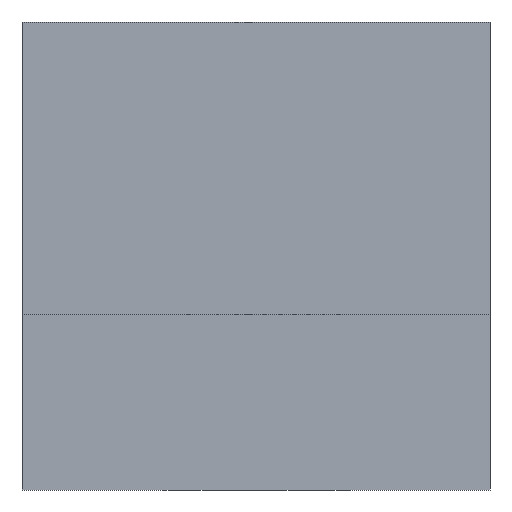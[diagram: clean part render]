
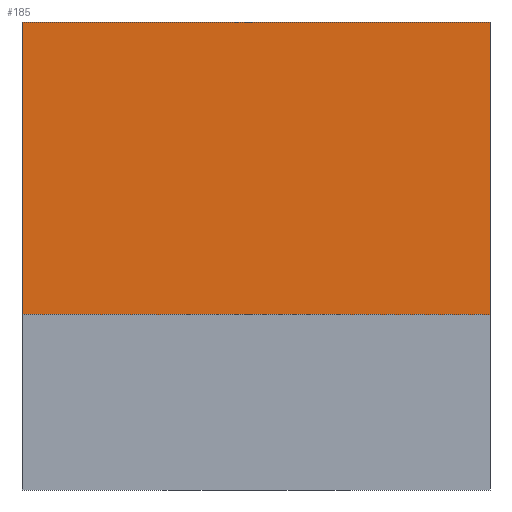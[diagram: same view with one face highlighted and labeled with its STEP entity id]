
A CAD part, front view. The second image highlights one B-rep face of the part: STEP entity #185.
In plain terms, the highlighted planar face has unit normal (0, -1, 0).
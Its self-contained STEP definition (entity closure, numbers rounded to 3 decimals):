
#25=FACE_OUTER_BOUND('',#35,.T.);
#35=EDGE_LOOP('',(#129,#130,#131,#132));
#49=LINE('',#277,#69);
#50=LINE('',#279,#70);
#51=LINE('',#281,#71);
#52=LINE('',#282,#72);
#69=VECTOR('',#227,10.);
#70=VECTOR('',#228,10.);
#71=VECTOR('',#229,10.);
#72=VECTOR('',#230,10.);
#89=VERTEX_POINT('',#275);
#90=VERTEX_POINT('',#276);
#91=VERTEX_POINT('',#278);
#92=VERTEX_POINT('',#280);
#105=EDGE_CURVE('',#89,#90,#49,.T.);
#106=EDGE_CURVE('',#89,#91,#50,.T.);
#107=EDGE_CURVE('',#92,#91,#51,.T.);
#108=EDGE_CURVE('',#90,#92,#52,.T.);
#129=ORIENTED_EDGE('',*,*,#105,.F.);
#130=ORIENTED_EDGE('',*,*,#106,.T.);
#131=ORIENTED_EDGE('',*,*,#107,.F.);
#132=ORIENTED_EDGE('',*,*,#108,.F.);
#177=PLANE('',#209);
#185=ADVANCED_FACE('',(#25),#177,.T.);
#209=AXIS2_PLACEMENT_3D('',#274,#225,#226);
#225=DIRECTION('center_axis',(0.,-1.,0.));
#226=DIRECTION('ref_axis',(1.,0.,0.));
#227=DIRECTION('',(-1.,0.,0.));
#228=DIRECTION('',(0.,0.,1.));
#229=DIRECTION('',(1.,0.,0.));
#230=DIRECTION('',(0.,0.,1.));
#274=CARTESIAN_POINT('Origin',(0.,35.,3.));
#275=CARTESIAN_POINT('',(8.,35.,3.));
#276=CARTESIAN_POINT('',(0.,35.,3.));
#277=CARTESIAN_POINT('',(2.,35.,3.));
#278=CARTESIAN_POINT('',(8.,35.,8.));
#279=CARTESIAN_POINT('',(8.,35.,3.));
#280=CARTESIAN_POINT('',(0.,35.,8.));
#281=CARTESIAN_POINT('',(8.,35.,8.));
#282=CARTESIAN_POINT('',(0.,35.,3.));
